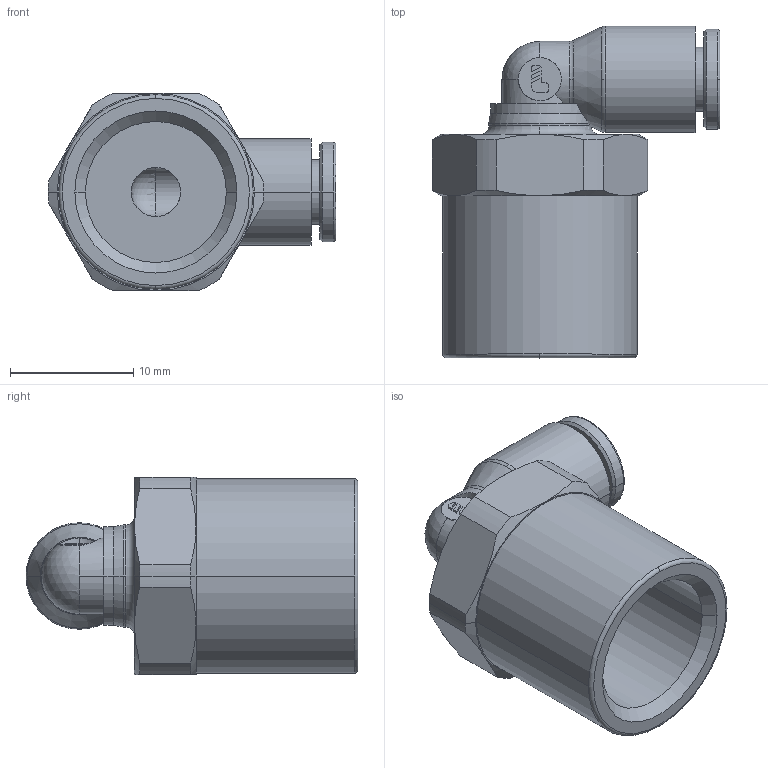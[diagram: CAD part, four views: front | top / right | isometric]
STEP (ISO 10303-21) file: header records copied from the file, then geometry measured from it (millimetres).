
FILE_DESCRIPTION(('STEP AP214'),'1');
FILE_NAME('3192_04_13.stp','2016-07-07T14:54:10',('TraceParts'),('TraceParts S.A.'),'Spatial InterOp 3D',' ',' ');
FILE_SCHEMA(('automotive_design'));
Length unit declared in the file: millimetre
Products named in the file (1): 1
Bounding box: 23.37 x 26.95 x 16 mm (x, y, z)
Volume: 3030.5 mm3; surface area: 2547.6 mm2
Topology: 1 solids, 1 shells, 106 faces, 270 edges, 171 vertices
Faces by surface type: cylinder 38, plane 31, cone 24, torus 11, sphere 2
Entity records: 3441 total; most frequent: CARTESIAN_POINT 855, DIRECTION 576, ORIENTED_EDGE 534, EDGE_CURVE 267, AXIS2_PLACEMENT_3D 242, VERTEX_POINT 171, CIRCLE 131, EDGE_LOOP 116
